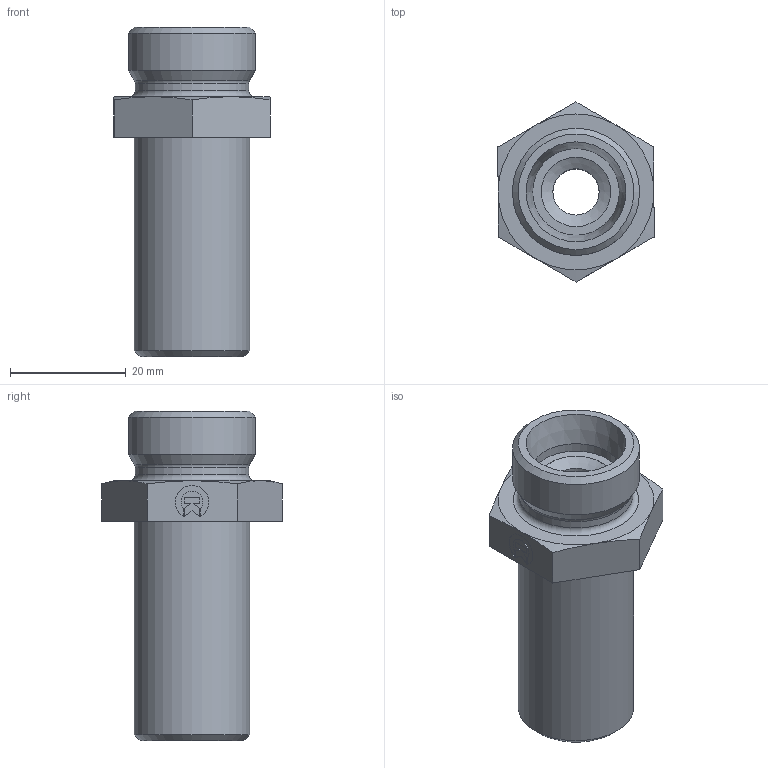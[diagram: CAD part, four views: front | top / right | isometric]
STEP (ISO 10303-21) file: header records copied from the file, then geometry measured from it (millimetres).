
FILE_DESCRIPTION((''),'2;1');
FILE_NAME('33412152022.stp','2014-08-19T16:06:38',(''),('KNOMI spol. s r. o.'),'Autodesk Inventor 2012','Autodesk Inventor 2012','');
FILE_SCHEMA(('AUTOMOTIVE_DESIGN { 1 2 10303 214 0 1 1 1 }'));
Length unit declared in the file: millimetre
Products named in the file (1): PSPR2 12S/15L M20x1,5 D/M22x1,5
Bounding box: 27.01 x 31.18 x 57 mm (x, y, z)
Volume: 16048.4 mm3; surface area: 6595.1 mm2
Topology: 1 solids, 1 shells, 67 faces, 161 edges, 104 vertices
Faces by surface type: plane 42, cone 12, cylinder 11, torus 2
Full cylindrical faces by diameter (mm): 8 x1, 12 x2, 15 x1, 19.7 x1, 20 x1, 22 x1
Entity records: 1827 total; most frequent: CARTESIAN_POINT 332, DIRECTION 299, ORIENTED_EDGE 282, EDGE_CURVE 141, AXIS2_PLACEMENT_3D 102, VERTEX_POINT 99, VECTOR 95, LINE 95
